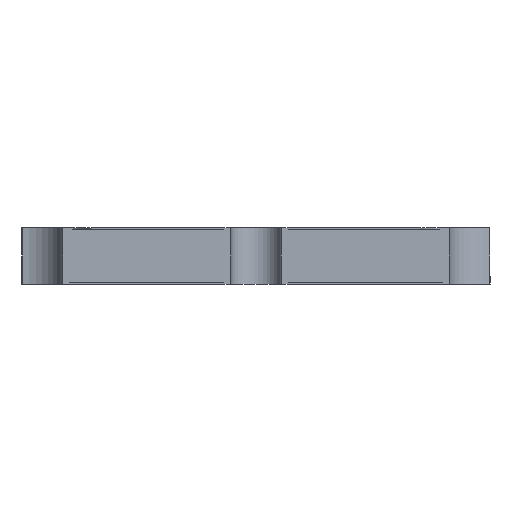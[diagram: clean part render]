
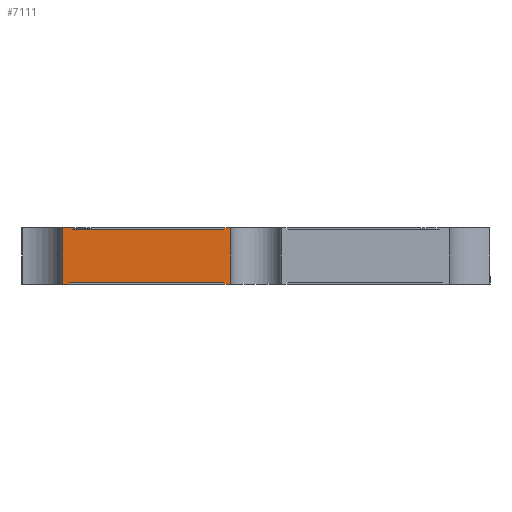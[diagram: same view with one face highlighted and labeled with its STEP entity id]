
A CAD part, left-side view. The second image highlights one B-rep face of the part: STEP entity #7111.
In plain terms, the highlighted planar face has unit normal (-1, 0, 0).
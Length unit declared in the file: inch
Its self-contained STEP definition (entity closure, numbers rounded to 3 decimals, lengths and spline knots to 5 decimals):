
#68 = CARTESIAN_POINT ( 'NONE',  ( -0.325, 0.19807, 0.058 ) ) ;
#112 = EDGE_CURVE ( 'NONE', #8786, #4599, #10901, .T. ) ;
#926 = VECTOR ( 'NONE', #7086, 39.37008 ) ;
#1091 = ORIENTED_EDGE ( 'NONE', *, *, #3835, .T. ) ;
#1172 = VERTEX_POINT ( 'NONE', #5326 ) ;
#1439 = ORIENTED_EDGE ( 'NONE', *, *, #6572, .T. ) ;
#1443 = CARTESIAN_POINT ( 'NONE',  ( -0.325, 0.19807, 0. ) ) ;
#1604 = CARTESIAN_POINT ( 'NONE',  ( -0.325, 0.02588, 0.002 ) ) ;
#1606 = VECTOR ( 'NONE', #5727, 39.37008 ) ;
#1678 = FACE_OUTER_BOUND ( 'NONE', #12413, .T. ) ;
#1681 = AXIS2_PLACEMENT_3D ( 'NONE', #1604, #15912, #12027 ) ;
#1920 = LINE ( 'NONE', #5816, #926 ) ;
#2257 = EDGE_CURVE ( 'NONE', #4667, #2878, #7726, .T. ) ;
#2403 = LINE ( 'NONE', #4853, #3769 ) ;
#2539 = ORIENTED_EDGE ( 'NONE', *, *, #11038, .T. ) ;
#2564 = CARTESIAN_POINT ( 'NONE',  ( -0.325, 0.188, 0.056 ) ) ;
#2567 = VECTOR ( 'NONE', #13103, 39.37008 ) ;
#2797 = CARTESIAN_POINT ( 'NONE',  ( -0.325, 0.191, 0. ) ) ;
#2878 = VERTEX_POINT ( 'NONE', #2797 ) ;
#2908 = EDGE_CURVE ( 'NONE', #12157, #4369, #14698, .T. ) ;
#2994 = EDGE_CURVE ( 'NONE', #1172, #13264, #15117, .T. ) ;
#3333 = EDGE_CURVE ( 'NONE', #1172, #14836, #9823, .T. ) ;
#3340 = DIRECTION ( 'NONE',  ( 0., -1., 0. ) ) ;
#3393 = DIRECTION ( 'NONE',  ( 0., 0., 1. ) ) ;
#3769 = VECTOR ( 'NONE', #14090, 39.37008 ) ;
#3822 = CARTESIAN_POINT ( 'NONE',  ( -0.325, 0.191, 0.002 ) ) ;
#3835 = EDGE_CURVE ( 'NONE', #4667, #11943, #13088, .T. ) ;
#4025 = ORIENTED_EDGE ( 'NONE', *, *, #2257, .F. ) ;
#4166 = VECTOR ( 'NONE', #3393, 39.37008 ) ;
#4369 = VERTEX_POINT ( 'NONE', #4401 ) ;
#4401 = CARTESIAN_POINT ( 'NONE',  ( -0.325, 0.02588, 0. ) ) ;
#4599 = VERTEX_POINT ( 'NONE', #1443 ) ;
#4667 = VERTEX_POINT ( 'NONE', #12977 ) ;
#4853 = CARTESIAN_POINT ( 'NONE',  ( -0.325, 0.02588, 0.002 ) ) ;
#5201 = CARTESIAN_POINT ( 'NONE',  ( -0.325, 0.033, 0.002 ) ) ;
#5326 = CARTESIAN_POINT ( 'NONE',  ( -0.325, 0.033, 0.056 ) ) ;
#5336 = VECTOR ( 'NONE', #6729, 39.37008 ) ;
#5727 = DIRECTION ( 'NONE',  ( 0., 0., -1. ) ) ;
#5816 = CARTESIAN_POINT ( 'NONE',  ( -0.325, 0.02588, 0. ) ) ;
#6376 = DIRECTION ( 'NONE',  ( 0., 0., -1. ) ) ;
#6509 = LINE ( 'NONE', #10492, #10963 ) ;
#6572 = EDGE_CURVE ( 'NONE', #11943, #12157, #13777, .T. ) ;
#6729 = DIRECTION ( 'NONE',  ( 0., -1., 0. ) ) ;
#6847 = PLANE ( 'NONE',  #1681 ) ;
#6990 = CARTESIAN_POINT ( 'NONE',  ( -0.325, 0.02588, 0. ) ) ;
#7086 = DIRECTION ( 'NONE',  ( 0., -1., 0. ) ) ;
#7111 = ADVANCED_FACE ( 'NONE', ( #1678 ), #6847, .F. ) ;
#7328 = CARTESIAN_POINT ( 'NONE',  ( -0.325, 0.033, 0.002 ) ) ;
#7575 = CARTESIAN_POINT ( 'NONE',  ( -0.325, 0., 0.056 ) ) ;
#7726 = LINE ( 'NONE', #3822, #11878 ) ;
#8432 = CARTESIAN_POINT ( 'NONE',  ( -0.325, 0.19807, 0.002 ) ) ;
#8774 = EDGE_CURVE ( 'NONE', #12106, #14836, #6509, .T. ) ;
#8786 = VERTEX_POINT ( 'NONE', #68 ) ;
#8834 = ORIENTED_EDGE ( 'NONE', *, *, #9714, .T. ) ;
#9436 = EDGE_CURVE ( 'NONE', #12106, #4369, #2403, .T. ) ;
#9505 = VECTOR ( 'NONE', #12507, 39.37008 ) ;
#9714 = EDGE_CURVE ( 'NONE', #12129, #8786, #10781, .T. ) ;
#9823 = LINE ( 'NONE', #12378, #4166 ) ;
#10492 = CARTESIAN_POINT ( 'NONE',  ( -0.325, 0., 0.058 ) ) ;
#10698 = DIRECTION ( 'NONE',  ( 0., 1., 0. ) ) ;
#10781 = LINE ( 'NONE', #14834, #10786 ) ;
#10786 = VECTOR ( 'NONE', #10698, 39.37008 ) ;
#10893 = ORIENTED_EDGE ( 'NONE', *, *, #9436, .F. ) ;
#10901 = LINE ( 'NONE', #8432, #1606 ) ;
#10963 = VECTOR ( 'NONE', #11766, 39.37008 ) ;
#11038 = EDGE_CURVE ( 'NONE', #4599, #2878, #1920, .T. ) ;
#11334 = EDGE_CURVE ( 'NONE', #13264, #12129, #14536, .T. ) ;
#11766 = DIRECTION ( 'NONE',  ( 0., 1., 0. ) ) ;
#11863 = CARTESIAN_POINT ( 'NONE',  ( -0.325, 0.02588, 0.058 ) ) ;
#11878 = VECTOR ( 'NONE', #6376, 39.37008 ) ;
#11943 = VERTEX_POINT ( 'NONE', #16596 ) ;
#12027 = DIRECTION ( 'NONE',  ( 0., 0., -1. ) ) ;
#12039 = ORIENTED_EDGE ( 'NONE', *, *, #2994, .T. ) ;
#12106 = VERTEX_POINT ( 'NONE', #11863 ) ;
#12124 = ORIENTED_EDGE ( 'NONE', *, *, #11334, .T. ) ;
#12129 = VERTEX_POINT ( 'NONE', #15905 ) ;
#12157 = VERTEX_POINT ( 'NONE', #15668 ) ;
#12378 = CARTESIAN_POINT ( 'NONE',  ( -0.325, 0.033, 0.056 ) ) ;
#12413 = EDGE_LOOP ( 'NONE', ( #15790, #12039, #12124, #8834, #15922, #2539, #4025, #1091, #1439, #15037, #10893, #14991 ) ) ;
#12507 = DIRECTION ( 'NONE',  ( 0., 0., -1. ) ) ;
#12748 = DIRECTION ( 'NONE',  ( 0., 1., 0. ) ) ;
#12828 = VECTOR ( 'NONE', #12748, 39.37008 ) ;
#12977 = CARTESIAN_POINT ( 'NONE',  ( -0.325, 0.191, 0.002 ) ) ;
#13088 = LINE ( 'NONE', #5201, #5336 ) ;
#13103 = DIRECTION ( 'NONE',  ( 0., 0., 1. ) ) ;
#13264 = VERTEX_POINT ( 'NONE', #2564 ) ;
#13380 = VECTOR ( 'NONE', #3340, 39.37008 ) ;
#13777 = LINE ( 'NONE', #7328, #9505 ) ;
#14090 = DIRECTION ( 'NONE',  ( 0., 0., -1. ) ) ;
#14297 = CARTESIAN_POINT ( 'NONE',  ( -0.325, 0.188, 0.056 ) ) ;
#14536 = LINE ( 'NONE', #14297, #2567 ) ;
#14698 = LINE ( 'NONE', #6990, #13380 ) ;
#14752 = CARTESIAN_POINT ( 'NONE',  ( -0.325, 0.033, 0.058 ) ) ;
#14834 = CARTESIAN_POINT ( 'NONE',  ( -0.325, 0., 0.058 ) ) ;
#14836 = VERTEX_POINT ( 'NONE', #14752 ) ;
#14991 = ORIENTED_EDGE ( 'NONE', *, *, #8774, .T. ) ;
#15037 = ORIENTED_EDGE ( 'NONE', *, *, #2908, .T. ) ;
#15117 = LINE ( 'NONE', #7575, #12828 ) ;
#15668 = CARTESIAN_POINT ( 'NONE',  ( -0.325, 0.033, 0. ) ) ;
#15790 = ORIENTED_EDGE ( 'NONE', *, *, #3333, .F. ) ;
#15905 = CARTESIAN_POINT ( 'NONE',  ( -0.325, 0.188, 0.058 ) ) ;
#15912 = DIRECTION ( 'NONE',  ( 1., 0., 0. ) ) ;
#15922 = ORIENTED_EDGE ( 'NONE', *, *, #112, .T. ) ;
#16596 = CARTESIAN_POINT ( 'NONE',  ( -0.325, 0.033, 0.002 ) ) ;
